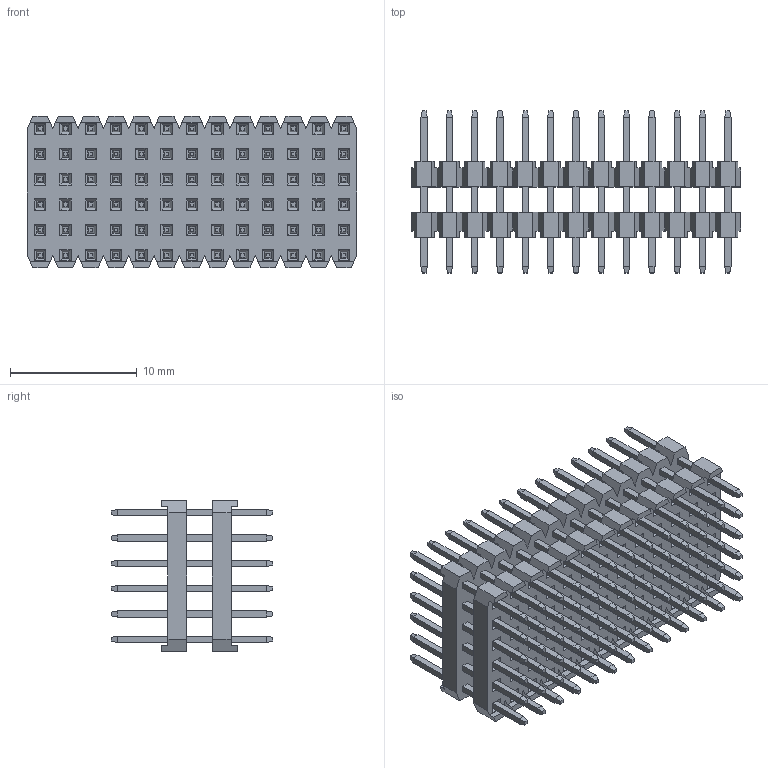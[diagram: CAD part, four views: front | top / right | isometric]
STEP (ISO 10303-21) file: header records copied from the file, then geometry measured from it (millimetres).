
FILE_DESCRIPTION( ('This file contains a STEP AP42 implementation' ,'as created by ZW3D STEP Interface translator.') ,'2;1' );
FILE_NAME( '1220-26XXXXSXXXCXXX1.stp' ,'23 327.111418', (''), ('ZWCAD Software Co.'), 'Version 1.0', 'ZW3D to STEP translator', '' );
FILE_SCHEMA(('AUTOMOTIVE_DESIGN { 1 0 10303 214 1 1 1 1 }'));
Length unit declared in the file: millimetre
Products named in the file (2): 0; 1220-26XXGXSXXXCT01
Bounding box: 26 x 12.8 x 12 mm (x, y, z)
Volume: 1098.1 mm3; surface area: 3970.9 mm2
Topology: 80 solids, 80 shells, 2608 faces, 6096 edges, 3648 vertices
Faces by surface type: plane 2608
Entity records: 74267 total; most frequent: CARTESIAN_POINT 12353, ORIENTED_EDGE 12192, DIRECTION 11314, VECTOR 6096, LINE 6096, EDGE_CURVE 6096, VERTEX_POINT 3648, EDGE_LOOP 2920
